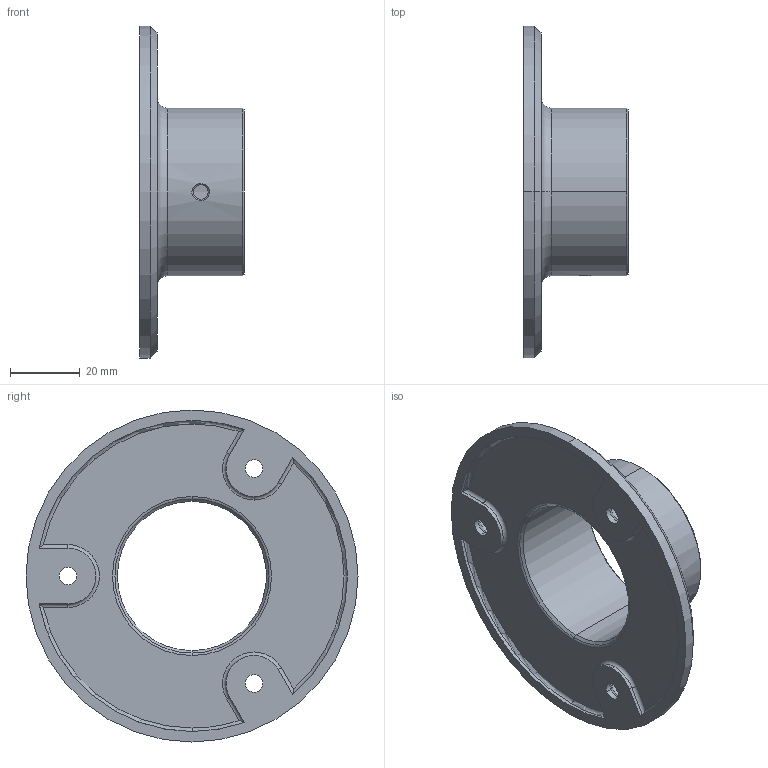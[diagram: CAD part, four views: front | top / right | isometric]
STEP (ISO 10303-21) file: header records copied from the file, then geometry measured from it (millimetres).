
FILE_DESCRIPTION (( 'STEP AP214' ), '1' );
FILE_NAME ('A_0505-042-L.STEP', '2021-03-18T12:26:20', ( '' ), ( '' ), 'SwSTEP 2.0', 'SolidWorks 2019', '' );
FILE_SCHEMA (( 'AUTOMOTIVE_DESIGN' ));
Length unit declared in the file: millimetre
Products named in the file (1): A_0505-042-L
Bounding box: 30 x 95 x 95 mm (x, y, z)
Volume: 28560.4 mm3; surface area: 20302.8 mm2
Topology: 1 solids, 1 shells, 72 faces, 166 edges, 98 vertices
Faces by surface type: cylinder 34, cone 16, torus 12, plane 10
Entity records: 2258 total; most frequent: CARTESIAN_POINT 505, DIRECTION 390, ORIENTED_EDGE 332, EDGE_CURVE 166, AXIS2_PLACEMENT_3D 161, VERTEX_POINT 98, CIRCLE 88, EDGE_LOOP 84
